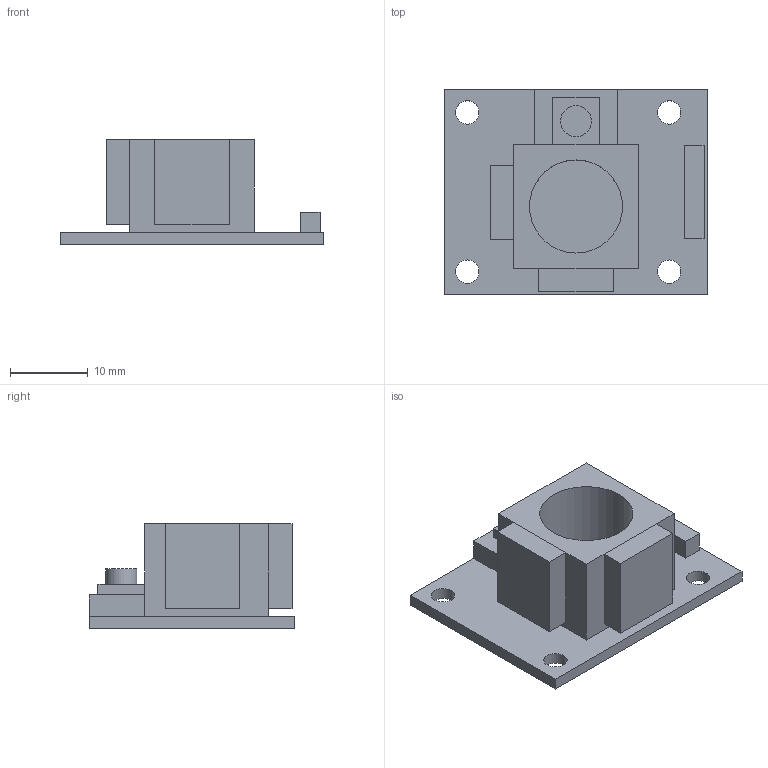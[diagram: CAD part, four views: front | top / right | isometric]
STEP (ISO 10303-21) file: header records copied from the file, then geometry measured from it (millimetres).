
FILE_DESCRIPTION(('FreeCAD Model'),'2;1');
FILE_NAME('Open CASCADE Shape Model','2024-03-18T12:35:04',(''),(''), 'Open CASCADE STEP processor 7.6','FreeCAD','Unknown');
FILE_SCHEMA(('AUTOMOTIVE_DESIGN { 1 0 10303 214 1 1 1 1 }'));
Length unit declared in the file: millimetre
Products named in the file (1): Тіло
Bounding box: 34 x 26.5 x 13.5 mm (x, y, z)
Volume: 4054.4 mm3; surface area: 3610.2 mm2
Topology: 1 solids, 1 shells, 42 faces, 105 edges, 68 vertices
Faces by surface type: plane 36, cylinder 6
Full cylindrical faces by diameter (mm): 3 x4, 4 x1, 12 x1
Entity records: 1271 total; most frequent: CARTESIAN_POINT 216, ORIENTED_EDGE 210, DIRECTION 203, EDGE_CURVE 105, LINE 93, VECTOR 93, VERTEX_POINT 68, AXIS2_PLACEMENT_3D 55
